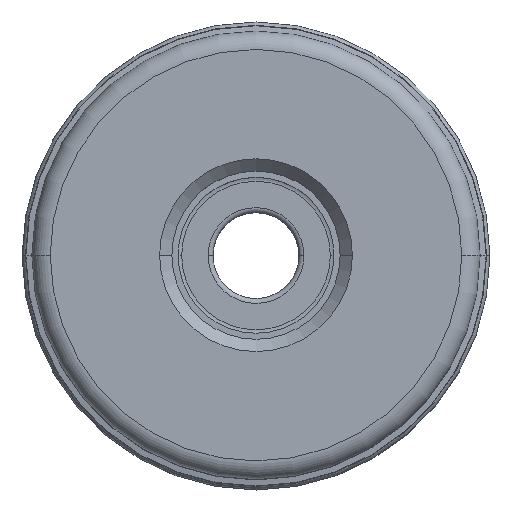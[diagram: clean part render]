
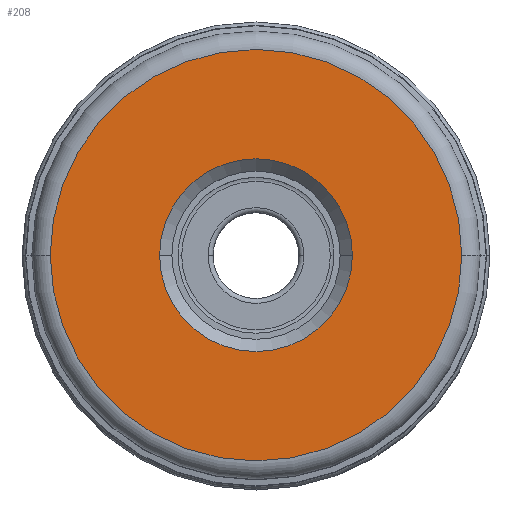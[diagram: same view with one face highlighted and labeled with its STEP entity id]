
A CAD part, top view. The second image highlights one B-rep face of the part: STEP entity #208.
In plain terms, the highlighted planar face has unit normal (0, 0, 1).
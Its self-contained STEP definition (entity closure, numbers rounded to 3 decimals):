
#28=PLANE('',#1882);
#34=FACE_BOUND('',#406,.T.);
#35=FACE_BOUND('',#407,.T.);
#208=ADVANCED_FACE('',(#34,#35),#28,.F.);
#406=EDGE_LOOP('',(#686,#687,#688,#689));
#407=EDGE_LOOP('',(#690,#691,#692,#693));
#686=ORIENTED_EDGE('',*,*,#1196,.F.);
#687=ORIENTED_EDGE('',*,*,#1194,.F.);
#688=ORIENTED_EDGE('',*,*,#1193,.T.);
#689=ORIENTED_EDGE('',*,*,#1197,.T.);
#690=ORIENTED_EDGE('',*,*,#1198,.T.);
#691=ORIENTED_EDGE('',*,*,#1199,.T.);
#692=ORIENTED_EDGE('',*,*,#1200,.T.);
#693=ORIENTED_EDGE('',*,*,#1201,.T.);
#993=VERTEX_POINT('',#3743);
#994=VERTEX_POINT('',#3745);
#995=VERTEX_POINT('',#3747);
#996=VERTEX_POINT('',#3751);
#997=VERTEX_POINT('',#3755);
#998=VERTEX_POINT('',#3756);
#999=VERTEX_POINT('',#3758);
#1000=VERTEX_POINT('',#3760);
#1193=EDGE_CURVE('',#994,#993,#1459,.T.);
#1194=EDGE_CURVE('',#994,#995,#1460,.T.);
#1196=EDGE_CURVE('',#995,#996,#1462,.T.);
#1197=EDGE_CURVE('',#993,#996,#1463,.T.);
#1198=EDGE_CURVE('',#997,#998,#1464,.T.);
#1199=EDGE_CURVE('',#998,#999,#1465,.T.);
#1200=EDGE_CURVE('',#999,#1000,#1466,.T.);
#1201=EDGE_CURVE('',#1000,#997,#1467,.T.);
#1459=CIRCLE('',#1871,16.756);
#1460=CIRCLE('',#1872,16.756);
#1462=CIRCLE('',#1875,16.756);
#1463=CIRCLE('',#1876,16.756);
#1464=CIRCLE('',#1878,7.85);
#1465=CIRCLE('',#1879,7.85);
#1466=CIRCLE('',#1880,7.85);
#1467=CIRCLE('',#1881,7.85);
#1871=AXIS2_PLACEMENT_3D('',#3744,#2290,#2291);
#1872=AXIS2_PLACEMENT_3D('',#3746,#2292,#2293);
#1875=AXIS2_PLACEMENT_3D('',#3750,#2298,#2299);
#1876=AXIS2_PLACEMENT_3D('',#3752,#2300,#2301);
#1878=AXIS2_PLACEMENT_3D('',#3754,#2304,#2305);
#1879=AXIS2_PLACEMENT_3D('',#3757,#2306,#2307);
#1880=AXIS2_PLACEMENT_3D('',#3759,#2308,#2309);
#1881=AXIS2_PLACEMENT_3D('',#3761,#2310,#2311);
#1882=AXIS2_PLACEMENT_3D('',#3762,#2312,#2313);
#2290=DIRECTION('',(0.,0.,1.));
#2291=DIRECTION('',(1.,0.,0.));
#2292=DIRECTION('',(0.,0.,-1.));
#2293=DIRECTION('',(-1.,0.,0.));
#2298=DIRECTION('',(0.,0.,-1.));
#2299=DIRECTION('',(-1.,0.,0.));
#2300=DIRECTION('',(0.,0.,1.));
#2301=DIRECTION('',(1.,0.,0.));
#2304=DIRECTION('',(0.,0.,-1.));
#2305=DIRECTION('',(0.,-1.,0.));
#2306=DIRECTION('',(0.,0.,-1.));
#2307=DIRECTION('',(-1.,0.,0.));
#2308=DIRECTION('',(0.,0.,-1.));
#2309=DIRECTION('',(0.,1.,0.));
#2310=DIRECTION('',(0.,0.,-1.));
#2311=DIRECTION('',(1.,0.,0.));
#2312=DIRECTION('',(0.,0.,-1.));
#2313=DIRECTION('',(1.,0.,0.));
#3743=CARTESIAN_POINT('',(16.756,0.,0.));
#3744=CARTESIAN_POINT('',(0.,0.,0.));
#3745=CARTESIAN_POINT('',(16.756,-0.02,0.));
#3746=CARTESIAN_POINT('',(0.,0.,0.));
#3747=CARTESIAN_POINT('',(-16.756,0.,0.));
#3750=CARTESIAN_POINT('',(0.,0.,0.));
#3751=CARTESIAN_POINT('',(-16.756,0.02,0.));
#3752=CARTESIAN_POINT('',(0.,0.,0.));
#3754=CARTESIAN_POINT('',(0.,0.,0.));
#3755=CARTESIAN_POINT('',(0.,-7.85,0.));
#3756=CARTESIAN_POINT('',(-7.85,0.,0.));
#3757=CARTESIAN_POINT('',(0.,0.,0.));
#3758=CARTESIAN_POINT('',(0.,7.85,0.));
#3759=CARTESIAN_POINT('',(0.,0.,0.));
#3760=CARTESIAN_POINT('',(7.85,0.,0.));
#3761=CARTESIAN_POINT('',(0.,0.,0.));
#3762=CARTESIAN_POINT('',(0.,0.,0.));
